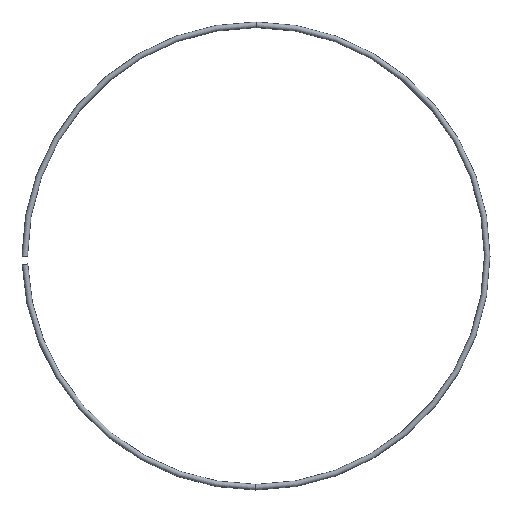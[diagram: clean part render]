
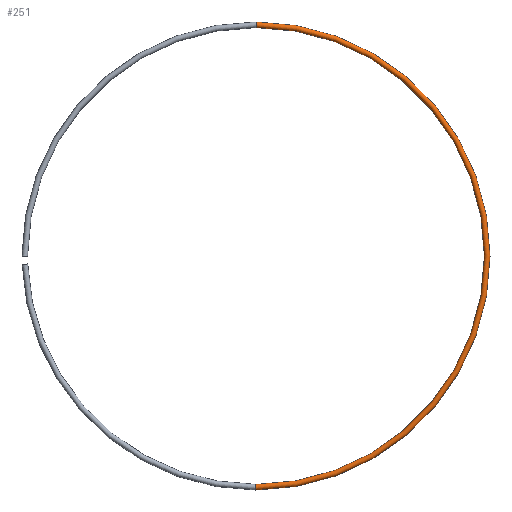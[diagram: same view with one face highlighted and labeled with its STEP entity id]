
A CAD part, left-side view. The second image highlights one B-rep face of the part: STEP entity #251.
In plain terms, the highlighted toroidal (fillet/blend) face has major radius 185.15 mm and minor radius 2.25 mm.
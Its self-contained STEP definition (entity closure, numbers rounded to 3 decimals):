
#13 = DIRECTION ( 'NONE',  ( -1., 0., 0. ) ) ;
#40 = EDGE_CURVE ( 'NONE', #215, #219, #226, .T. ) ;
#47 = ORIENTED_EDGE ( 'NONE', *, *, #52, .F. ) ;
#48 = CARTESIAN_POINT ( 'NONE',  ( 0., 0., -187.4 ) ) ;
#52 = EDGE_CURVE ( 'NONE', #215, #105, #263, .T. ) ;
#62 = AXIS2_PLACEMENT_3D ( 'NONE', #69, #223, #89 ) ;
#65 = AXIS2_PLACEMENT_3D ( 'NONE', #172, #13, #181 ) ;
#69 = CARTESIAN_POINT ( 'NONE',  ( 0., 0., 0. ) ) ;
#74 = AXIS2_PLACEMENT_3D ( 'NONE', #141, #139, #118 ) ;
#85 = CARTESIAN_POINT ( 'NONE',  ( 0., 0., 0. ) ) ;
#87 = DIRECTION ( 'NONE',  ( -1., 0., 0. ) ) ;
#88 = CIRCLE ( 'NONE', #74, 2.25 ) ;
#89 = DIRECTION ( 'NONE',  ( 0., 0., 1. ) ) ;
#104 = DIRECTION ( 'NONE',  ( 0., 0., 1. ) ) ;
#105 = VERTEX_POINT ( 'NONE', #130 ) ;
#118 = DIRECTION ( 'NONE',  ( 0., 0., -1. ) ) ;
#125 = AXIS2_PLACEMENT_3D ( 'NONE', #149, #151, #152 ) ;
#130 = CARTESIAN_POINT ( 'NONE',  ( 0., 0., -182.9 ) ) ;
#131 = EDGE_LOOP ( 'NONE', ( #47, #210, #257, #168 ) ) ;
#139 = DIRECTION ( 'NONE',  ( 0., -1., 0. ) ) ;
#141 = CARTESIAN_POINT ( 'NONE',  ( 0., 0., 185.15 ) ) ;
#146 = FACE_OUTER_BOUND ( 'NONE', #131, .T. ) ;
#149 = CARTESIAN_POINT ( 'NONE',  ( 0., 0., -185.15 ) ) ;
#151 = DIRECTION ( 'NONE',  ( 0., 1., 0. ) ) ;
#152 = DIRECTION ( 'NONE',  ( 0., 0., 1. ) ) ;
#162 = AXIS2_PLACEMENT_3D ( 'NONE', #85, #87, #104 ) ;
#168 = ORIENTED_EDGE ( 'NONE', *, *, #275, .F. ) ;
#172 = CARTESIAN_POINT ( 'NONE',  ( 0., 0., 0. ) ) ;
#181 = DIRECTION ( 'NONE',  ( 0., 0., 1. ) ) ;
#196 = CARTESIAN_POINT ( 'NONE',  ( 0., 0., 182.9 ) ) ;
#210 = ORIENTED_EDGE ( 'NONE', *, *, #40, .T. ) ;
#214 = EDGE_CURVE ( 'NONE', #219, #261, #88, .T. ) ;
#215 = VERTEX_POINT ( 'NONE', #48 ) ;
#219 = VERTEX_POINT ( 'NONE', #238 ) ;
#223 = DIRECTION ( 'NONE',  ( -1., 0., 0. ) ) ;
#226 = CIRCLE ( 'NONE', #162, 187.4 ) ;
#238 = CARTESIAN_POINT ( 'NONE',  ( 0., 0., 187.4 ) ) ;
#251 = ADVANCED_FACE ( 'NONE', ( #146 ), #280, .T. ) ;
#257 = ORIENTED_EDGE ( 'NONE', *, *, #214, .T. ) ;
#261 = VERTEX_POINT ( 'NONE', #196 ) ;
#263 = CIRCLE ( 'NONE', #125, 2.25 ) ;
#272 = CIRCLE ( 'NONE', #62, 182.9 ) ;
#275 = EDGE_CURVE ( 'NONE', #105, #261, #272, .T. ) ;
#280 = TOROIDAL_SURFACE ( 'NONE', #65, 185.15, 2.25 ) ;
